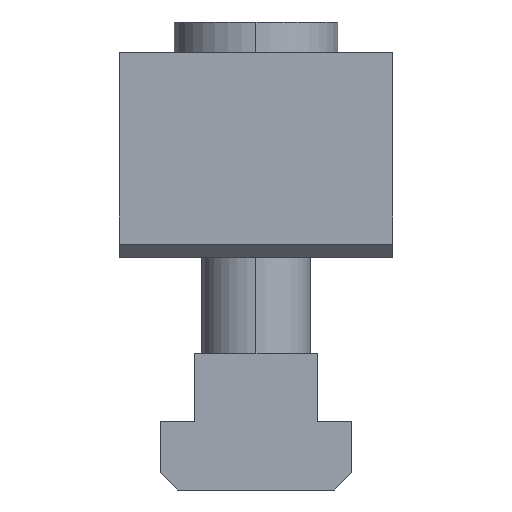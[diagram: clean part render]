
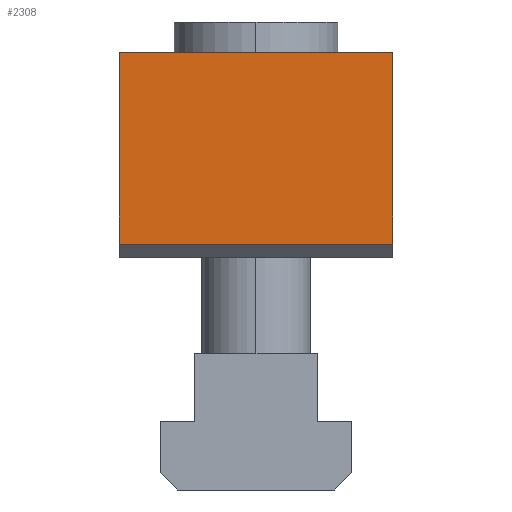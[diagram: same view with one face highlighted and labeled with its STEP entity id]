
A CAD part, left-side view. The second image highlights one B-rep face of the part: STEP entity #2308.
In plain terms, the highlighted planar face has unit normal (-1, 0, 0).
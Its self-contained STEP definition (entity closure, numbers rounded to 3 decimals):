
#258 = DIRECTION ( 'NONE',  ( 0., 0., 1. ) ) ;
#281 = CARTESIAN_POINT ( 'NONE',  ( -47.5, 20., 30. ) ) ;
#490 = CARTESIAN_POINT ( 'NONE',  ( -47.5, -20., 30. ) ) ;
#800 = VECTOR ( 'NONE', #6510, 1000. ) ;
#860 = EDGE_CURVE ( 'NONE', #5701, #2352, #1728, .T. ) ;
#1381 = DIRECTION ( 'NONE',  ( 0., -1., 0. ) ) ;
#1596 = DIRECTION ( 'NONE',  ( 0., -1., 0. ) ) ;
#1684 = CARTESIAN_POINT ( 'NONE',  ( -47.5, 20., 30. ) ) ;
#1728 = LINE ( 'NONE', #1684, #5057 ) ;
#2290 = CARTESIAN_POINT ( 'NONE',  ( -47.5, -20., 30. ) ) ;
#2308 = ADVANCED_FACE ( 'NONE', ( #3918 ), #3995, .T. ) ;
#2352 = VERTEX_POINT ( 'NONE', #7695 ) ;
#2680 = DIRECTION ( 'NONE',  ( -1., 0., 0. ) ) ;
#2948 = LINE ( 'NONE', #2290, #800 ) ;
#2965 = CARTESIAN_POINT ( 'NONE',  ( -47.5, 20., 2. ) ) ;
#3025 = ORIENTED_EDGE ( 'NONE', *, *, #6049, .F. ) ;
#3085 = VERTEX_POINT ( 'NONE', #490 ) ;
#3444 = LINE ( 'NONE', #281, #5922 ) ;
#3709 = CARTESIAN_POINT ( 'NONE',  ( -47.5, -20., 2. ) ) ;
#3827 = EDGE_CURVE ( 'NONE', #2352, #7163, #7228, .T. ) ;
#3837 = CARTESIAN_POINT ( 'NONE',  ( -47.5, 20., 30. ) ) ;
#3918 = FACE_OUTER_BOUND ( 'NONE', #4603, .T. ) ;
#3995 = PLANE ( 'NONE',  #7290 ) ;
#4177 = VECTOR ( 'NONE', #1596, 1000. ) ;
#4214 = DIRECTION ( 'NONE',  ( 0., 0., -1. ) ) ;
#4304 = ORIENTED_EDGE ( 'NONE', *, *, #860, .T. ) ;
#4603 = EDGE_LOOP ( 'NONE', ( #7001, #4304, #6529, #3025 ) ) ;
#5057 = VECTOR ( 'NONE', #4214, 1000. ) ;
#5701 = VERTEX_POINT ( 'NONE', #6733 ) ;
#5922 = VECTOR ( 'NONE', #1381, 1000. ) ;
#6049 = EDGE_CURVE ( 'NONE', #3085, #7163, #2948, .T. ) ;
#6510 = DIRECTION ( 'NONE',  ( 0., 0., -1. ) ) ;
#6529 = ORIENTED_EDGE ( 'NONE', *, *, #3827, .T. ) ;
#6733 = CARTESIAN_POINT ( 'NONE',  ( -47.5, 20., 30. ) ) ;
#7001 = ORIENTED_EDGE ( 'NONE', *, *, #7795, .F. ) ;
#7163 = VERTEX_POINT ( 'NONE', #3709 ) ;
#7228 = LINE ( 'NONE', #2965, #4177 ) ;
#7290 = AXIS2_PLACEMENT_3D ( 'NONE', #3837, #2680, #258 ) ;
#7695 = CARTESIAN_POINT ( 'NONE',  ( -47.5, 20., 2. ) ) ;
#7795 = EDGE_CURVE ( 'NONE', #5701, #3085, #3444, .T. ) ;
